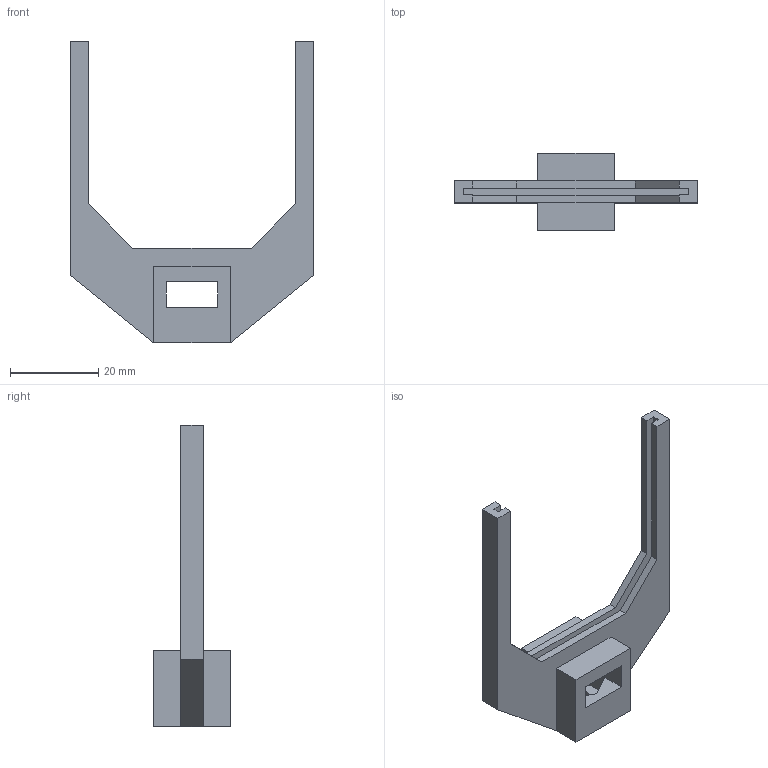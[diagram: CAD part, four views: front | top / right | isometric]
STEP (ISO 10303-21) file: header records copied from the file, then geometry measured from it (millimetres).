
FILE_DESCRIPTION(/* description */ (''),/* implementation_level */ '2;1');
FILE_NAME(/* name */ '(E)2-in_Square_Mount.step',/* time_stamp */ '2021-05-14T07:44:39-05:00',/* author */ (''),/* organization */ (''),/* preprocessor_version */ 'ST-DEVELOPER v18.1',/* originating_system */ 'Autodesk Translation Framework v10.6.0.1341',/* authorisation */ '');
FILE_SCHEMA (('AUTOMOTIVE_DESIGN { 1 0 10303 214 3 1 1 }'));
Length unit declared in the file: millimetre
Products named in the file (1): (E)2-in_Square_Mount
Bounding box: 55.1 x 17.4 x 68.22 mm (x, y, z)
Volume: 8017.9 mm3; surface area: 6876.1 mm2
Topology: 1 solids, 1 shells, 43 faces, 119 edges, 78 vertices
Faces by surface type: plane 42, cylinder 1
Full cylindrical faces by diameter (mm): 6.985 x1
Entity records: 1391 total; most frequent: CARTESIAN_POINT 241, ORIENTED_EDGE 238, DIRECTION 209, EDGE_CURVE 119, LINE 117, VECTOR 117, VERTEX_POINT 78, EDGE_LOOP 47
